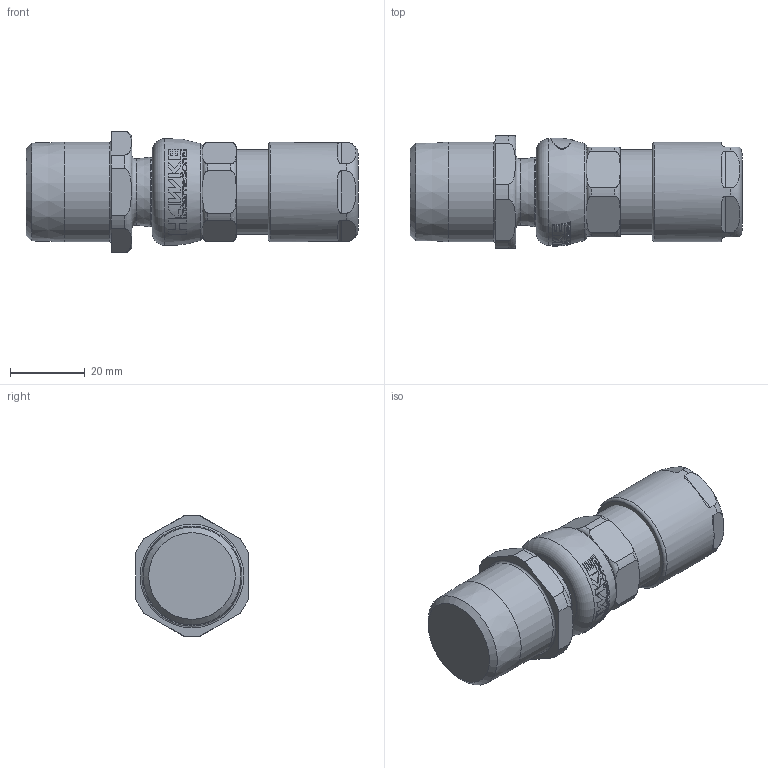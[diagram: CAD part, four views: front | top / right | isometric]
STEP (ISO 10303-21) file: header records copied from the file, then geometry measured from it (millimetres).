
FILE_DESCRIPTION(/* description */ (''),/* implementation_level */ '2;1');
FILE_NAME(/* name */ '653_UNIV_X Os_3_4_NPT.stp',/* time_stamp */ '2021-05-20T01:26:29+06:00',/* author */ ('vinaykumark'),/* organization */ (''),/* preprocessor_version */ 'ST-DEVELOPER v18',/* originating_system */ 'Autodesk Inventor 2020',/* authorisation */ '');
FILE_SCHEMA (('AUTOMOTIVE_DESIGN { 1 0 10303 214 3 1 1 }'));
Length unit declared in the file: inch
Products named in the file (1): 653_UNIV_X Os_3_4_NPT
Bounding box: 88.68 x 30 x 32.47 mm (x, y, z)
Volume: 73067.2 mm3; surface area: 23441.1 mm2
Topology: 11 solids, 11 shells, 776 faces, 2193 edges, 1476 vertices
Faces by surface type: plane 281, bspline 177, torus 152, cylinder 95, cone 69, sphere 2
Full cylindrical faces by diameter (mm): 0.6 x6, 11.8 x1, 12 x2, 13 x1, 14.4 x1, 15.1 x1, 15.2 x1, 16 x1, 16.8 x1, 18 x2, 19 x5, 20.638 x1, 22.6 x1, 23 x1, 23.65 x1, 24 x1, 26.5 x1, 26.67 x1
Entity records: 30635 total; most frequent: CARTESIAN_POINT 11145, ORIENTED_EDGE 4382, DIRECTION 3283, EDGE_CURVE 2191, VERTEX_POINT 1476, AXIS2_PLACEMENT_3D 1305, EDGE_LOOP 819, FACE_OUTER_BOUND 776
